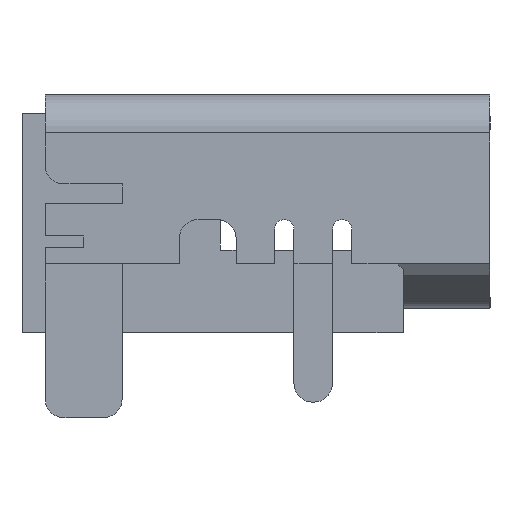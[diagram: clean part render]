
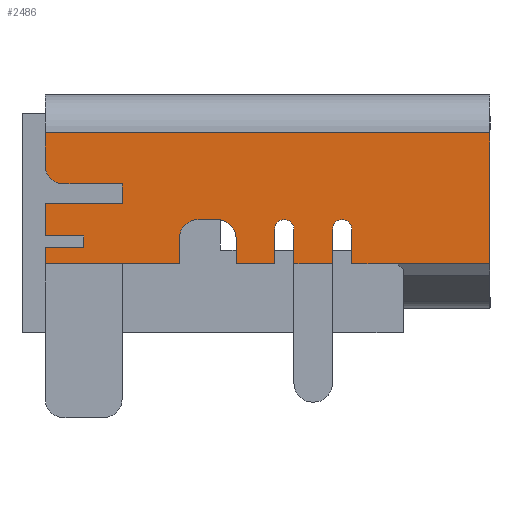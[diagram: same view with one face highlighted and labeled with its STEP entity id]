
A CAD part, front view. The second image highlights one B-rep face of the part: STEP entity #2486.
In plain terms, the highlighted planar face has unit normal (0, -1, 0).
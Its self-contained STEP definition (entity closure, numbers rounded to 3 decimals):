
#753 = VERTEX_POINT('',#754);
#754 = CARTESIAN_POINT('',(8.,-7.5,5.19));
#761 = EDGE_CURVE('',#753,#762,#764,.T.);
#762 = VERTEX_POINT('',#763);
#763 = CARTESIAN_POINT('',(8.,-7.5,1.79));
#764 = LINE('',#765,#766);
#765 = CARTESIAN_POINT('',(8.,-7.5,6.19));
#766 = VECTOR('',#767,1.);
#767 = DIRECTION('',(0.,0.,-1.));
#859 = EDGE_CURVE('',#753,#860,#862,.T.);
#860 = VERTEX_POINT('',#861);
#861 = CARTESIAN_POINT('',(-3.55,-7.5,5.19));
#862 = LINE('',#863,#864);
#863 = CARTESIAN_POINT('',(8.,-7.5,5.19));
#864 = VECTOR('',#865,1.);
#865 = DIRECTION('',(-1.,0.,0.));
#908 = EDGE_CURVE('',#860,#909,#911,.T.);
#909 = VERTEX_POINT('',#910);
#910 = CARTESIAN_POINT('',(-3.55,-7.5,4.355));
#911 = LINE('',#912,#913);
#912 = CARTESIAN_POINT('',(-3.55,-7.5,6.19));
#913 = VECTOR('',#914,1.);
#914 = DIRECTION('',(0.,0.,-1.));
#2486 = ADVANCED_FACE('',(#2487),#2703,.T.);
#2487 = FACE_BOUND('',#2488,.T.);
#2488 = EDGE_LOOP('',(#2489,#2490,#2499,#2507,#2515,#2523,#2531,#2539,
    #2547,#2555,#2563,#2571,#2579,#2587,#2596,#2604,#2613,#2621,#2629,
    #2637,#2646,#2654,#2662,#2670,#2679,#2687,#2695,#2701,#2702));
#2489 = ORIENTED_EDGE('',*,*,#908,.T.);
#2490 = ORIENTED_EDGE('',*,*,#2491,.T.);
#2491 = EDGE_CURVE('',#909,#2492,#2494,.T.);
#2492 = VERTEX_POINT('',#2493);
#2493 = CARTESIAN_POINT('',(-3.06,-7.5,3.865));
#2494 = CIRCLE('',#2495,0.49);
#2495 = AXIS2_PLACEMENT_3D('',#2496,#2497,#2498);
#2496 = CARTESIAN_POINT('',(-3.06,-7.5,4.355));
#2497 = DIRECTION('',(0.,-1.,0.));
#2498 = DIRECTION('',(0.,0.,1.));
#2499 = ORIENTED_EDGE('',*,*,#2500,.F.);
#2500 = EDGE_CURVE('',#2501,#2492,#2503,.T.);
#2501 = VERTEX_POINT('',#2502);
#2502 = CARTESIAN_POINT('',(-1.55,-7.5,3.865));
#2503 = LINE('',#2504,#2505);
#2504 = CARTESIAN_POINT('',(-1.55,-7.5,3.865));
#2505 = VECTOR('',#2506,1.);
#2506 = DIRECTION('',(-1.,0.,0.));
#2507 = ORIENTED_EDGE('',*,*,#2508,.T.);
#2508 = EDGE_CURVE('',#2501,#2509,#2511,.T.);
#2509 = VERTEX_POINT('',#2510);
#2510 = CARTESIAN_POINT('',(-1.55,-7.5,3.365));
#2511 = LINE('',#2512,#2513);
#2512 = CARTESIAN_POINT('',(-1.55,-7.5,3.865));
#2513 = VECTOR('',#2514,1.);
#2514 = DIRECTION('',(0.,0.,-1.));
#2515 = ORIENTED_EDGE('',*,*,#2516,.F.);
#2516 = EDGE_CURVE('',#2517,#2509,#2519,.T.);
#2517 = VERTEX_POINT('',#2518);
#2518 = CARTESIAN_POINT('',(-3.55,-7.5,3.365));
#2519 = LINE('',#2520,#2521);
#2520 = CARTESIAN_POINT('',(-3.55,-7.5,3.365));
#2521 = VECTOR('',#2522,1.);
#2522 = DIRECTION('',(1.,0.,0.));
#2523 = ORIENTED_EDGE('',*,*,#2524,.T.);
#2524 = EDGE_CURVE('',#2517,#2525,#2527,.T.);
#2525 = VERTEX_POINT('',#2526);
#2526 = CARTESIAN_POINT('',(-3.55,-7.5,2.515));
#2527 = LINE('',#2528,#2529);
#2528 = CARTESIAN_POINT('',(-3.55,-7.5,6.19));
#2529 = VECTOR('',#2530,1.);
#2530 = DIRECTION('',(0.,0.,-1.));
#2531 = ORIENTED_EDGE('',*,*,#2532,.F.);
#2532 = EDGE_CURVE('',#2533,#2525,#2535,.T.);
#2533 = VERTEX_POINT('',#2534);
#2534 = CARTESIAN_POINT('',(-2.55,-7.5,2.515));
#2535 = LINE('',#2536,#2537);
#2536 = CARTESIAN_POINT('',(-2.55,-7.5,2.515));
#2537 = VECTOR('',#2538,1.);
#2538 = DIRECTION('',(-1.,0.,0.));
#2539 = ORIENTED_EDGE('',*,*,#2540,.T.);
#2540 = EDGE_CURVE('',#2533,#2541,#2543,.T.);
#2541 = VERTEX_POINT('',#2542);
#2542 = CARTESIAN_POINT('',(-2.55,-7.5,2.215));
#2543 = LINE('',#2544,#2545);
#2544 = CARTESIAN_POINT('',(-2.55,-7.5,2.515));
#2545 = VECTOR('',#2546,1.);
#2546 = DIRECTION('',(0.,0.,-1.));
#2547 = ORIENTED_EDGE('',*,*,#2548,.T.);
#2548 = EDGE_CURVE('',#2541,#2549,#2551,.T.);
#2549 = VERTEX_POINT('',#2550);
#2550 = CARTESIAN_POINT('',(-3.55,-7.5,2.215));
#2551 = LINE('',#2552,#2553);
#2552 = CARTESIAN_POINT('',(-2.55,-7.5,2.215));
#2553 = VECTOR('',#2554,1.);
#2554 = DIRECTION('',(-1.,0.,0.));
#2555 = ORIENTED_EDGE('',*,*,#2556,.T.);
#2556 = EDGE_CURVE('',#2549,#2557,#2559,.T.);
#2557 = VERTEX_POINT('',#2558);
#2558 = CARTESIAN_POINT('',(-3.55,-7.5,1.79));
#2559 = LINE('',#2560,#2561);
#2560 = CARTESIAN_POINT('',(-3.55,-7.5,6.19));
#2561 = VECTOR('',#2562,1.);
#2562 = DIRECTION('',(0.,0.,-1.));
#2563 = ORIENTED_EDGE('',*,*,#2564,.F.);
#2564 = EDGE_CURVE('',#2565,#2557,#2567,.T.);
#2565 = VERTEX_POINT('',#2566);
#2566 = CARTESIAN_POINT('',(-1.55,-7.5,1.79));
#2567 = LINE('',#2568,#2569);
#2568 = CARTESIAN_POINT('',(8.,-7.5,1.79));
#2569 = VECTOR('',#2570,1.);
#2570 = DIRECTION('',(-1.,0.,0.));
#2571 = ORIENTED_EDGE('',*,*,#2572,.F.);
#2572 = EDGE_CURVE('',#2573,#2565,#2575,.T.);
#2573 = VERTEX_POINT('',#2574);
#2574 = CARTESIAN_POINT('',(-0.07,-7.5,1.79));
#2575 = LINE('',#2576,#2577);
#2576 = CARTESIAN_POINT('',(8.,-7.5,1.79));
#2577 = VECTOR('',#2578,1.);
#2578 = DIRECTION('',(-1.,0.,0.));
#2579 = ORIENTED_EDGE('',*,*,#2580,.F.);
#2580 = EDGE_CURVE('',#2581,#2573,#2583,.T.);
#2581 = VERTEX_POINT('',#2582);
#2582 = CARTESIAN_POINT('',(-0.07,-7.5,2.45));
#2583 = LINE('',#2584,#2585);
#2584 = CARTESIAN_POINT('',(-0.07,-7.5,2.94));
#2585 = VECTOR('',#2586,1.);
#2586 = DIRECTION('',(0.,0.,-1.));
#2587 = ORIENTED_EDGE('',*,*,#2588,.F.);
#2588 = EDGE_CURVE('',#2589,#2581,#2591,.T.);
#2589 = VERTEX_POINT('',#2590);
#2590 = CARTESIAN_POINT('',(0.42,-7.5,2.94));
#2591 = CIRCLE('',#2592,0.49);
#2592 = AXIS2_PLACEMENT_3D('',#2593,#2594,#2595);
#2593 = CARTESIAN_POINT('',(0.42,-7.5,2.45));
#2594 = DIRECTION('',(0.,-1.,0.));
#2595 = DIRECTION('',(0.,0.,1.));
#2596 = ORIENTED_EDGE('',*,*,#2597,.F.);
#2597 = EDGE_CURVE('',#2598,#2589,#2600,.T.);
#2598 = VERTEX_POINT('',#2599);
#2599 = CARTESIAN_POINT('',(0.92,-7.5,2.94));
#2600 = LINE('',#2601,#2602);
#2601 = CARTESIAN_POINT('',(1.41,-7.5,2.94));
#2602 = VECTOR('',#2603,1.);
#2603 = DIRECTION('',(-1.,0.,0.));
#2604 = ORIENTED_EDGE('',*,*,#2605,.F.);
#2605 = EDGE_CURVE('',#2606,#2598,#2608,.T.);
#2606 = VERTEX_POINT('',#2607);
#2607 = CARTESIAN_POINT('',(1.41,-7.5,2.45));
#2608 = CIRCLE('',#2609,0.49);
#2609 = AXIS2_PLACEMENT_3D('',#2610,#2611,#2612);
#2610 = CARTESIAN_POINT('',(0.92,-7.5,2.45));
#2611 = DIRECTION('',(0.,-1.,0.));
#2612 = DIRECTION('',(0.,0.,1.));
#2613 = ORIENTED_EDGE('',*,*,#2614,.F.);
#2614 = EDGE_CURVE('',#2615,#2606,#2617,.T.);
#2615 = VERTEX_POINT('',#2616);
#2616 = CARTESIAN_POINT('',(1.41,-7.5,1.79));
#2617 = LINE('',#2618,#2619);
#2618 = CARTESIAN_POINT('',(1.41,-7.5,1.79));
#2619 = VECTOR('',#2620,1.);
#2620 = DIRECTION('',(0.,0.,1.));
#2621 = ORIENTED_EDGE('',*,*,#2622,.F.);
#2622 = EDGE_CURVE('',#2623,#2615,#2625,.T.);
#2623 = VERTEX_POINT('',#2624);
#2624 = CARTESIAN_POINT('',(2.41,-7.5,1.79));
#2625 = LINE('',#2626,#2627);
#2626 = CARTESIAN_POINT('',(2.41,-7.5,1.79));
#2627 = VECTOR('',#2628,1.);
#2628 = DIRECTION('',(-1.,0.,0.));
#2629 = ORIENTED_EDGE('',*,*,#2630,.F.);
#2630 = EDGE_CURVE('',#2631,#2623,#2633,.T.);
#2631 = VERTEX_POINT('',#2632);
#2632 = CARTESIAN_POINT('',(2.41,-7.5,2.69));
#2633 = LINE('',#2634,#2635);
#2634 = CARTESIAN_POINT('',(2.41,-7.5,2.69));
#2635 = VECTOR('',#2636,1.);
#2636 = DIRECTION('',(0.,0.,-1.));
#2637 = ORIENTED_EDGE('',*,*,#2638,.F.);
#2638 = EDGE_CURVE('',#2639,#2631,#2641,.T.);
#2639 = VERTEX_POINT('',#2640);
#2640 = CARTESIAN_POINT('',(2.91,-7.5,2.69));
#2641 = CIRCLE('',#2642,0.25);
#2642 = AXIS2_PLACEMENT_3D('',#2643,#2644,#2645);
#2643 = CARTESIAN_POINT('',(2.66,-7.5,2.69));
#2644 = DIRECTION('',(0.,-1.,0.));
#2645 = DIRECTION('',(1.,0.,0.));
#2646 = ORIENTED_EDGE('',*,*,#2647,.F.);
#2647 = EDGE_CURVE('',#2648,#2639,#2650,.T.);
#2648 = VERTEX_POINT('',#2649);
#2649 = CARTESIAN_POINT('',(2.91,-7.5,1.79));
#2650 = LINE('',#2651,#2652);
#2651 = CARTESIAN_POINT('',(2.91,-7.5,0.64));
#2652 = VECTOR('',#2653,1.);
#2653 = DIRECTION('',(0.,0.,1.));
#2654 = ORIENTED_EDGE('',*,*,#2655,.T.);
#2655 = EDGE_CURVE('',#2648,#2656,#2658,.T.);
#2656 = VERTEX_POINT('',#2657);
#2657 = CARTESIAN_POINT('',(3.91,-7.5,1.79));
#2658 = LINE('',#2659,#2660);
#2659 = CARTESIAN_POINT('',(2.91,-7.5,1.79));
#2660 = VECTOR('',#2661,1.);
#2661 = DIRECTION('',(1.,0.,0.));
#2662 = ORIENTED_EDGE('',*,*,#2663,.T.);
#2663 = EDGE_CURVE('',#2656,#2664,#2666,.T.);
#2664 = VERTEX_POINT('',#2665);
#2665 = CARTESIAN_POINT('',(3.91,-7.5,2.69));
#2666 = LINE('',#2667,#2668);
#2667 = CARTESIAN_POINT('',(3.91,-7.5,0.64));
#2668 = VECTOR('',#2669,1.);
#2669 = DIRECTION('',(0.,0.,1.));
#2670 = ORIENTED_EDGE('',*,*,#2671,.F.);
#2671 = EDGE_CURVE('',#2672,#2664,#2674,.T.);
#2672 = VERTEX_POINT('',#2673);
#2673 = CARTESIAN_POINT('',(4.41,-7.5,2.69));
#2674 = CIRCLE('',#2675,0.25);
#2675 = AXIS2_PLACEMENT_3D('',#2676,#2677,#2678);
#2676 = CARTESIAN_POINT('',(4.16,-7.5,2.69));
#2677 = DIRECTION('',(0.,-1.,0.));
#2678 = DIRECTION('',(1.,0.,0.));
#2679 = ORIENTED_EDGE('',*,*,#2680,.F.);
#2680 = EDGE_CURVE('',#2681,#2672,#2683,.T.);
#2681 = VERTEX_POINT('',#2682);
#2682 = CARTESIAN_POINT('',(4.41,-7.5,1.79));
#2683 = LINE('',#2684,#2685);
#2684 = CARTESIAN_POINT('',(4.41,-7.5,1.79));
#2685 = VECTOR('',#2686,1.);
#2686 = DIRECTION('',(0.,0.,1.));
#2687 = ORIENTED_EDGE('',*,*,#2688,.T.);
#2688 = EDGE_CURVE('',#2681,#2689,#2691,.T.);
#2689 = VERTEX_POINT('',#2690);
#2690 = CARTESIAN_POINT('',(5.6,-7.5,1.79));
#2691 = LINE('',#2692,#2693);
#2692 = CARTESIAN_POINT('',(4.41,-7.5,1.79));
#2693 = VECTOR('',#2694,1.);
#2694 = DIRECTION('',(1.,0.,0.));
#2695 = ORIENTED_EDGE('',*,*,#2696,.F.);
#2696 = EDGE_CURVE('',#762,#2689,#2697,.T.);
#2697 = LINE('',#2698,#2699);
#2698 = CARTESIAN_POINT('',(8.,-7.5,1.79));
#2699 = VECTOR('',#2700,1.);
#2700 = DIRECTION('',(-1.,0.,0.));
#2701 = ORIENTED_EDGE('',*,*,#761,.F.);
#2702 = ORIENTED_EDGE('',*,*,#859,.T.);
#2703 = PLANE('',#2704);
#2704 = AXIS2_PLACEMENT_3D('',#2705,#2706,#2707);
#2705 = CARTESIAN_POINT('',(8.,-7.5,6.19));
#2706 = DIRECTION('',(0.,-1.,0.));
#2707 = DIRECTION('',(0.,0.,-1.));
